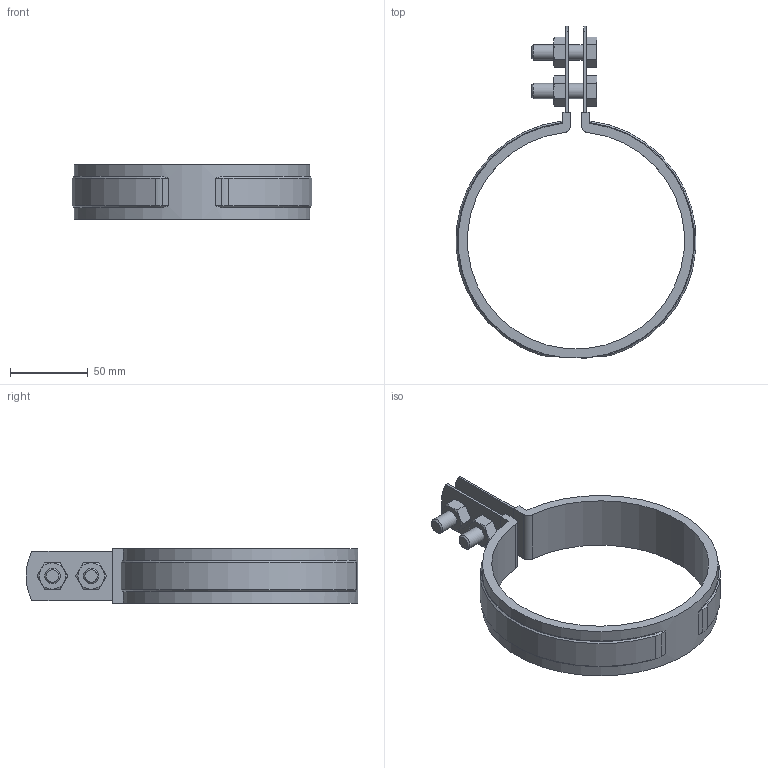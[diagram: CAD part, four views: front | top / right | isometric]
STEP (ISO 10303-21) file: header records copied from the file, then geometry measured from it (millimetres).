
FILE_DESCRIPTION( ( 'STEP AP203' ), '1' );
FILE_NAME( 'PE125.step', '2022-07-08T01:47:08', ( ' ' ), ( ' ' ), 'XStep 1.0', ' ', ' ' );
FILE_SCHEMA( ( 'CONFIG_CONTROL_DESIGN' ) );
Length unit declared in the file: millimetre
Products named in the file (6): 1; 2; 3; 4; 5; 6
Bounding box: 154.63 x 214.01 x 35 mm (x, y, z)
Volume: 12047.6 mm3; surface area: 104095.6 mm2
Topology: 4 solids, 6 shells, 146 faces, 426 edges, 288 vertices
Faces by surface type: plane 68, cylinder 50, cone 26, bspline 2
Full cylindrical faces by diameter (mm): 8.376 x2, 10 x2, 11 x4
Entity records: 9041 total; most frequent: CARTESIAN_POINT 5023, ORIENTED_EDGE 812, DIRECTION 724, EDGE_CURVE 406, VERTEX_POINT 282, AXIS2_PLACEMENT_3D 272, EDGE_LOOP 182, LINE 180
